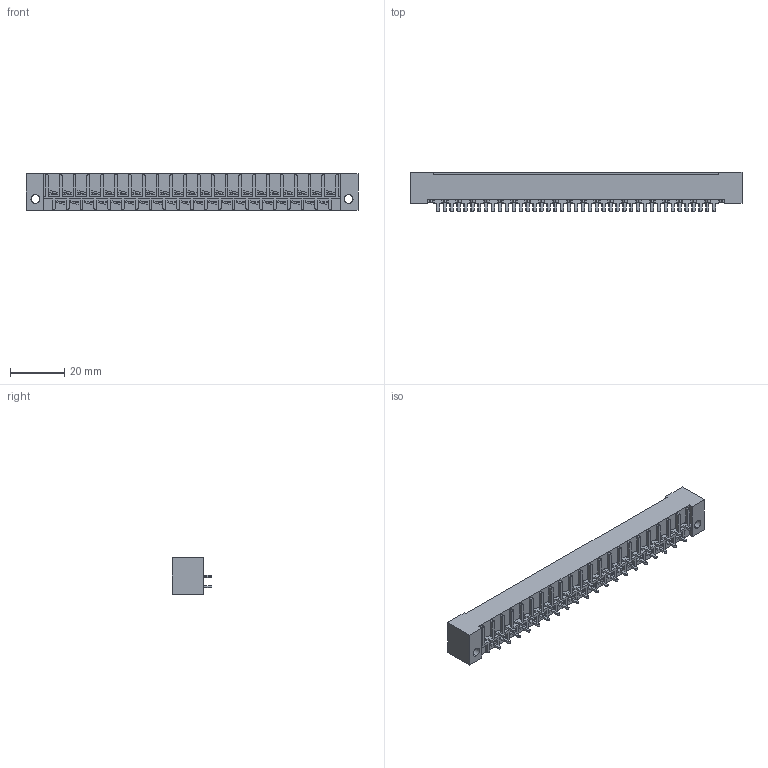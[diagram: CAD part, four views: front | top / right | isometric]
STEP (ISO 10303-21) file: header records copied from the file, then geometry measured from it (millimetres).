
FILE_DESCRIPTION (( 'STEP AP203' ), '1' );
FILE_NAME ('408-047-523-122.STEP', '2019-11-04T19:47:55', ( '' ), ( '' ), 'SwSTEP 2.0', 'SolidWorks 2016', '' );
FILE_SCHEMA (( 'CONFIG_CONTROL_DESIGN' ));
Length unit declared in the file: inch
Products named in the file (4): 408-290-001_408-290-123 - Top; 408-047-523-122; 408-290-001_408-290-123 - Bottom; 408 Part_041 - 1
Assembly tree (42 placements, depth 2):
  408-047-523-122
    408 Part_041 - 1
    408-290-001_408-290-123 - Bottom  x21
    408-290-001_408-290-123 - Top  x20
Bounding box: 122.07 x 14.63 x 13.49 mm (x, y, z)
Volume: 13262.5 mm3; surface area: 16622.9 mm2
Topology: 42 solids, 42 shells, 2299 faces, 6313 edges, 4098 vertices
Faces by surface type: plane 1758, cylinder 377, bspline 164
Entity records: 28753 total; most frequent: CARTESIAN_POINT 4989, ORIENTED_EDGE 4826, DIRECTION 4313, EDGE_CURVE 2413, LINE 2205, VECTOR 2205, VERTEX_POINT 1602, AXIS2_PLACEMENT_3D 1054
